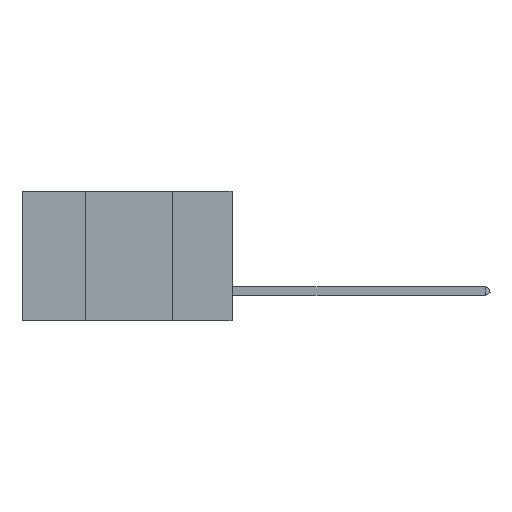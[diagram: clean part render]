
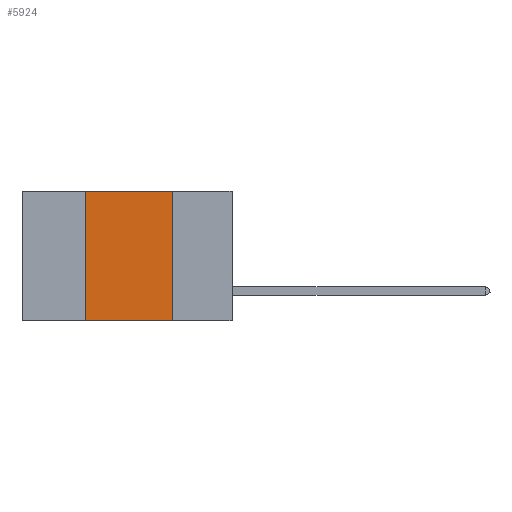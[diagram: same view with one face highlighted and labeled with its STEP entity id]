
A CAD part, left-side view. The second image highlights one B-rep face of the part: STEP entity #5924.
In plain terms, the highlighted planar face has unit normal (-1, 0, 0).
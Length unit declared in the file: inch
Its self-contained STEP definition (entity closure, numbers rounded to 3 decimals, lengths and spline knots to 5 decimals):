
#1638 = ORIENTED_EDGE ( 'NONE', *, *, #18948, .F. ) ;
#1797 = ORIENTED_EDGE ( 'NONE', *, *, #9932, .F. ) ;
#2688 = LINE ( 'NONE', #9921, #18248 ) ;
#3154 = VERTEX_POINT ( 'NONE', #7912 ) ;
#3296 = CARTESIAN_POINT ( 'NONE',  ( 0., 0.42, 0. ) ) ;
#3939 = VERTEX_POINT ( 'NONE', #3296 ) ;
#4550 = CARTESIAN_POINT ( 'NONE',  ( 0., 0.6, -0.37 ) ) ;
#5924 = ADVANCED_FACE ( 'NONE', ( #9738 ), #7091, .F. ) ;
#5994 = CARTESIAN_POINT ( 'NONE',  ( 0., 0.17, 0. ) ) ;
#6295 = ORIENTED_EDGE ( 'NONE', *, *, #21310, .T. ) ;
#6561 = ORIENTED_EDGE ( 'NONE', *, *, #9367, .F. ) ;
#7091 = PLANE ( 'NONE',  #23057 ) ;
#7206 = CARTESIAN_POINT ( 'NONE',  ( 0., 0.42, 0. ) ) ;
#7912 = CARTESIAN_POINT ( 'NONE',  ( 0., 0.42, -0.37 ) ) ;
#8225 = DIRECTION ( 'NONE',  ( 0., -1., 0. ) ) ;
#8740 = DIRECTION ( 'NONE',  ( 0., -1., 0. ) ) ;
#9367 = EDGE_CURVE ( 'NONE', #3939, #19519, #19455, .T. ) ;
#9738 = FACE_OUTER_BOUND ( 'NONE', #20151, .T. ) ;
#9921 = CARTESIAN_POINT ( 'NONE',  ( 0., 0.17, 0. ) ) ;
#9932 = EDGE_CURVE ( 'NONE', #19519, #13795, #2688, .T. ) ;
#10000 = DIRECTION ( 'NONE',  ( 0., 0., -1. ) ) ;
#10800 = DIRECTION ( 'NONE',  ( 1., 0., 0. ) ) ;
#12562 = VECTOR ( 'NONE', #8225, 39.37008 ) ;
#12874 = DIRECTION ( 'NONE',  ( 0., 0., 1. ) ) ;
#13157 = CARTESIAN_POINT ( 'NONE',  ( 0., 0.17, -0.37 ) ) ;
#13355 = VECTOR ( 'NONE', #12874, 39.37008 ) ;
#13795 = VERTEX_POINT ( 'NONE', #13157 ) ;
#13844 = VECTOR ( 'NONE', #8740, 39.37008 ) ;
#15102 = DIRECTION ( 'NONE',  ( 0., 0., -1. ) ) ;
#16071 = LINE ( 'NONE', #4550, #12562 ) ;
#18248 = VECTOR ( 'NONE', #10000, 39.37008 ) ;
#18948 = EDGE_CURVE ( 'NONE', #3154, #3939, #23068, .T. ) ;
#19455 = LINE ( 'NONE', #23855, #13844 ) ;
#19519 = VERTEX_POINT ( 'NONE', #5994 ) ;
#20151 = EDGE_LOOP ( 'NONE', ( #1797, #6561, #1638, #6295 ) ) ;
#20190 = CARTESIAN_POINT ( 'NONE',  ( 0., 0.6, 0. ) ) ;
#21310 = EDGE_CURVE ( 'NONE', #3154, #13795, #16071, .T. ) ;
#23057 = AXIS2_PLACEMENT_3D ( 'NONE', #20190, #10800, #15102 ) ;
#23068 = LINE ( 'NONE', #7206, #13355 ) ;
#23855 = CARTESIAN_POINT ( 'NONE',  ( 0., 0.6, 0. ) ) ;
